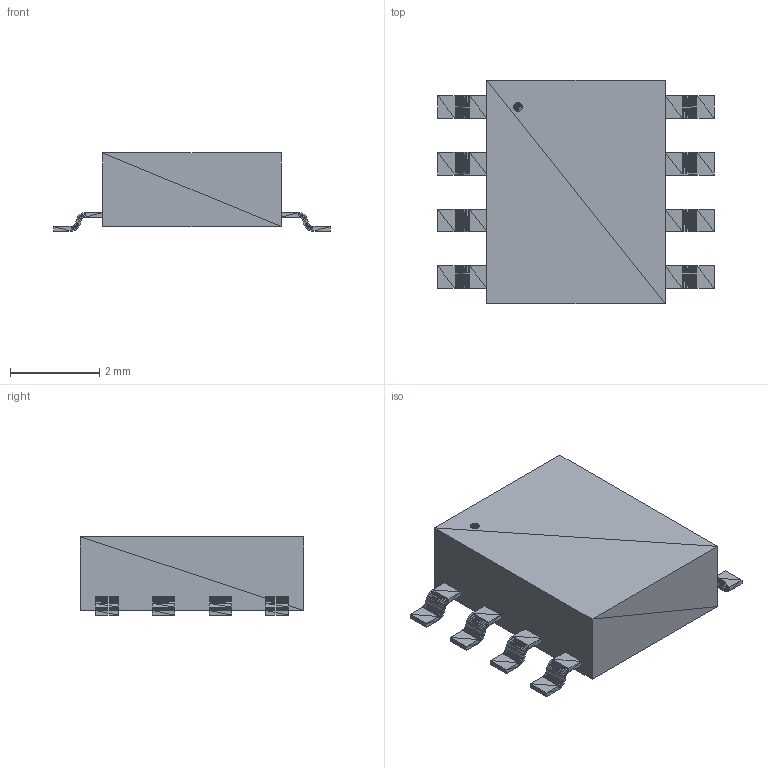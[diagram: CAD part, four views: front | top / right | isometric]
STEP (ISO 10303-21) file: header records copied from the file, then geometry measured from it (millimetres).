
FILE_DESCRIPTION((''),'2;1');
FILE_NAME('FLASH', '2025-07-24T02:55:18', (''), (''), 'ImageToStl.com STEP Converter','', '');
FILE_SCHEMA(('AUTOMOTIVE_DESIGN_CC2'));
Length unit declared in the file: metre
Products named in the file (1): product0
Bounding box: 6.2 x 5 x 1.75 mm (x, y, z)
Surface area: 83 mm2 (no closed solid volume)
Topology: 0 solids, 1400 shells, 1400 faces, 4200 edges, 720 vertices
Faces by surface type: plane 1400
Entity records: 32268 total; most frequent: DIRECTION 7002, ORIENTED_EDGE 4200, EDGE_CURVE 4200, LINE 4200, VECTOR 4200, AXIS2_PLACEMENT_3D 1401, FACE_SURFACE 1400, PLANE 1400
